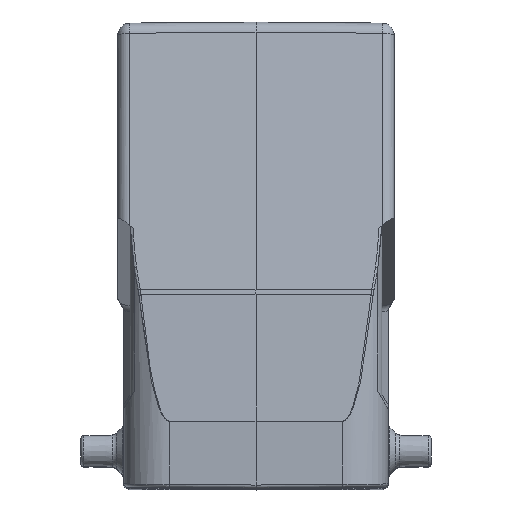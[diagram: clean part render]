
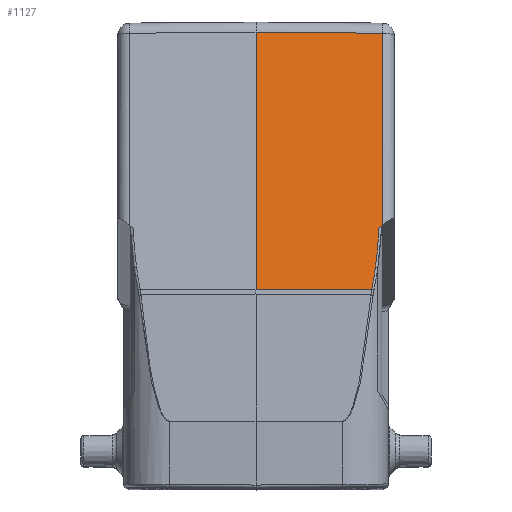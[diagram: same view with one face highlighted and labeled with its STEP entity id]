
A CAD part, top view. The second image highlights one B-rep face of the part: STEP entity #1127.
In plain terms, the highlighted planar face has unit normal (0.009, 0.174, 0.985).
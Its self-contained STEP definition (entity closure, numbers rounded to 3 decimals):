
#344=ELLIPSE('',#9742,40.313,7.);
#1127=ADVANCED_FACE('',(#1840),#1369,.T.);
#1369=PLANE('',#9743);
#1840=FACE_OUTER_BOUND('',#2422,.T.);
#2422=EDGE_LOOP('',(#6384,#6385,#6386,#6387,#6388,#6389,#6390));
#3197=LINE('',#16507,#3896);
#3198=LINE('',#16511,#3897);
#3239=LINE('',#16875,#3938);
#3240=LINE('',#16877,#3939);
#3241=LINE('',#16879,#3940);
#3896=VECTOR('',#12073,1.);
#3897=VECTOR('',#12078,1.);
#3938=VECTOR('',#12273,1.);
#3939=VECTOR('',#12276,1.);
#3940=VECTOR('',#12277,1.);
#6384=ORIENTED_EDGE('',*,*,#8426,.F.);
#6385=ORIENTED_EDGE('',*,*,#8421,.F.);
#6386=ORIENTED_EDGE('',*,*,#8419,.T.);
#6387=ORIENTED_EDGE('',*,*,#8515,.F.);
#6388=ORIENTED_EDGE('',*,*,#8516,.F.);
#6389=ORIENTED_EDGE('',*,*,#8517,.T.);
#6390=ORIENTED_EDGE('',*,*,#8518,.F.);
#7213=VERTEX_POINT('',#16504);
#7214=VERTEX_POINT('',#16508);
#7215=VERTEX_POINT('',#16512);
#7218=VERTEX_POINT('',#16537);
#7261=VERTEX_POINT('',#16835);
#7265=VERTEX_POINT('',#16878);
#7266=VERTEX_POINT('',#16880);
#8419=EDGE_CURVE('',#7214,#7213,#3197,.T.);
#8421=EDGE_CURVE('',#7214,#7215,#3198,.T.);
#8426=EDGE_CURVE('',#7215,#7218,#8810,.T.);
#8515=EDGE_CURVE('',#7261,#7213,#3239,.T.);
#8516=EDGE_CURVE('',#7265,#7261,#3240,.T.);
#8517=EDGE_CURVE('',#7265,#7266,#3241,.T.);
#8518=EDGE_CURVE('',#7218,#7266,#344,.T.);
#8810=CIRCLE('',#9666,62.361);
#9666=AXIS2_PLACEMENT_3D('',#16542,#12083,#12084);
#9742=AXIS2_PLACEMENT_3D('',#16881,#12278,#12279);
#9743=AXIS2_PLACEMENT_3D('',#16882,#12280,#12281);
#12073=DIRECTION('',(0.,0.985,-0.174));
#12078=DIRECTION('',(-0.762,-0.637,0.119));
#12083=DIRECTION('',(-0.009,-0.174,-0.985));
#12084=DIRECTION('',(0.,-0.985,0.174));
#12273=DIRECTION('',(1.,-0.009,-0.007));
#12276=DIRECTION('',(0.,0.985,-0.174));
#12277=DIRECTION('',(1.,-0.001,-0.009));
#12278=DIRECTION('',(-0.009,-0.174,-0.985));
#12279=DIRECTION('',(0.002,-0.985,0.174));
#12280=DIRECTION('',(0.009,0.174,0.985));
#12281=DIRECTION('',(0.,-0.985,0.174));
#16504=CARTESIAN_POINT('',(20.517,19.584,50.546));
#16507=CARTESIAN_POINT('',(20.517,-11.704,56.062));
#16508=CARTESIAN_POINT('',(20.517,-11.704,56.062));
#16511=CARTESIAN_POINT('',(20.517,-11.704,56.062));
#16512=CARTESIAN_POINT('',(19.963,-12.168,56.149));
#16537=CARTESIAN_POINT('',(19.449,-18.497,57.27));
#16542=CARTESIAN_POINT('',(-42.373,-10.389,56.388));
#16835=CARTESIAN_POINT('',(0.,19.763,50.696));
#16875=CARTESIAN_POINT('',(-0.012,19.763,50.696));
#16877=CARTESIAN_POINT('',(0.,-22.153,58.087));
#16878=CARTESIAN_POINT('',(0.,-22.155,58.087));
#16879=CARTESIAN_POINT('',(0.017,-22.155,58.087));
#16880=CARTESIAN_POINT('',(18.848,-22.176,57.924));
#16881=CARTESIAN_POINT('',(14.004,6.729,52.87));
#16882=CARTESIAN_POINT('',(0.,21.415,50.404));
